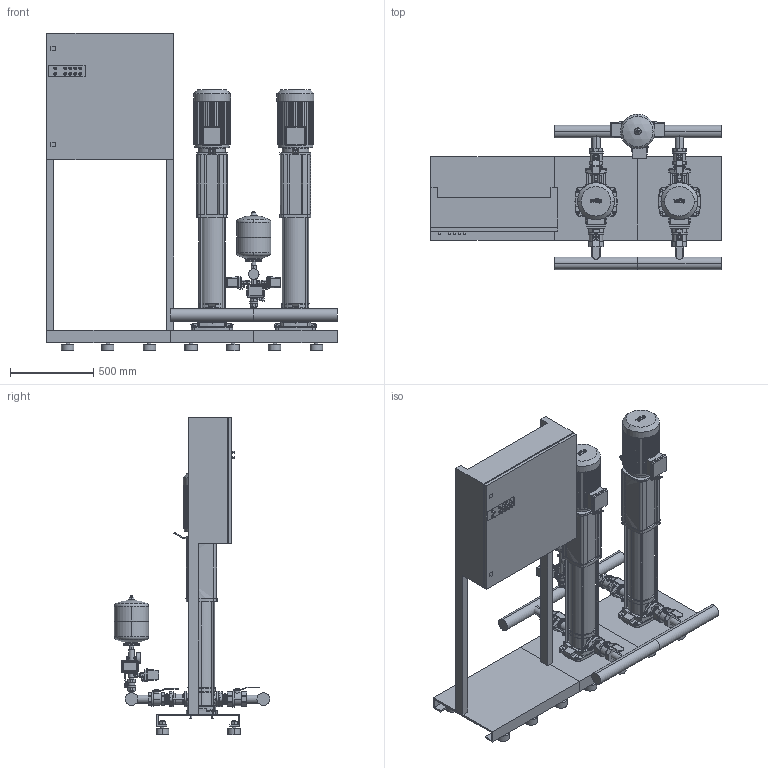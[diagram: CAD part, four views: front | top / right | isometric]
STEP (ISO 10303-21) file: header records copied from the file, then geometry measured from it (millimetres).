
FILE_DESCRIPTION((''),'2;1');
FILE_NAME('3d_FLA-2HELIXV1610_K-01PN16-2534364.stp','2013-07-05T14:25:05',(''),(''),'Mechanical Desktop 2009','Mechanical Desktop 2009',', , ');
FILE_SCHEMA(('CONFIG_CONTROL_DESIGN'));
Length unit declared in the file: millimetre
Products named in the file (1): Product
Bounding box: 1740 x 931.05 x 1905 mm (x, y, z)
Volume: 233192178 mm3; surface area: 10821526.9 mm2
Topology: 123 solids, 123 shells, 3529 faces, 8753 edges, 5654 vertices
Faces by surface type: bspline 1291, plane 1290, cylinder 681, cone 167, torus 90, sphere 10
Entity records: 115263 total; most frequent: CARTESIAN_POINT 33281, ORIENTED_EDGE 17506, DIRECTION 15935, EDGE_CURVE 8753, VERTEX_POINT 5650, AXIS2_PLACEMENT_3D 5330, VECTOR 5275, LINE 5275
